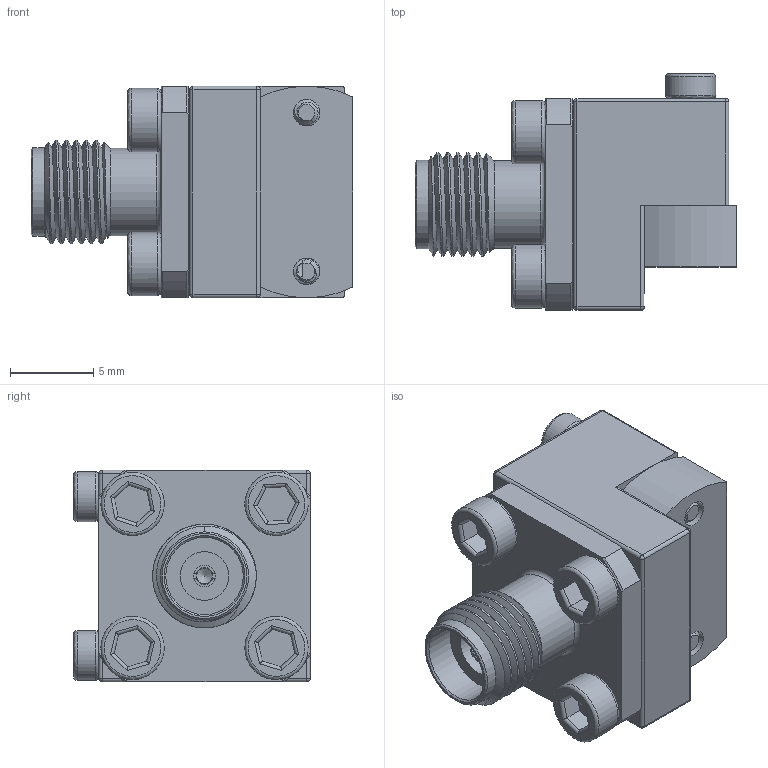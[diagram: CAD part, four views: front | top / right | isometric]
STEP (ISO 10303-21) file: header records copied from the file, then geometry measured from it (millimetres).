
FILE_DESCRIPTION (( 'STEP AP203' ), '1' );
FILE_NAME ('PE45507_3D.STEP', '2020-10-28T15:03:31', ( '' ), ( '' ), 'SwSTEP 2.0', 'SolidWorks 2018', '' );
FILE_SCHEMA (( 'CONFIG_CONTROL_DESIGN' ));
Length unit declared in the file: inch
Products named in the file (1): PE45507_3D
Bounding box: 19.32 x 14.2 x 12.7 mm (x, y, z)
Volume: 1594.9 mm3; surface area: 2396.9 mm2
Topology: 6 solids, 6 shells, 371 faces, 1041 edges, 702 vertices
Faces by surface type: cylinder 188, plane 111, cone 36, bspline 35, torus 1
Full cylindrical faces by diameter (mm): 0.16 x1, 0.95 x1, 1.04 x1, 1.27 x1, 1.6 x48, 1.65 x2, 1.93 x43, 2 x4, 2.6 x4, 2.92 x1, 3 x2, 3.8 x4, 4.65 x1, 4.924 x1, 5.25 x1, 5.3 x1
Entity records: 20522 total; most frequent: CARTESIAN_POINT 14232, ORIENTED_EDGE 1380, DIRECTION 1067, EDGE_CURVE 690, VERTEX_POINT 499, AXIS2_PLACEMENT_3D 403, EDGE_LOOP 371, FACE_OUTER_BOUND 327
